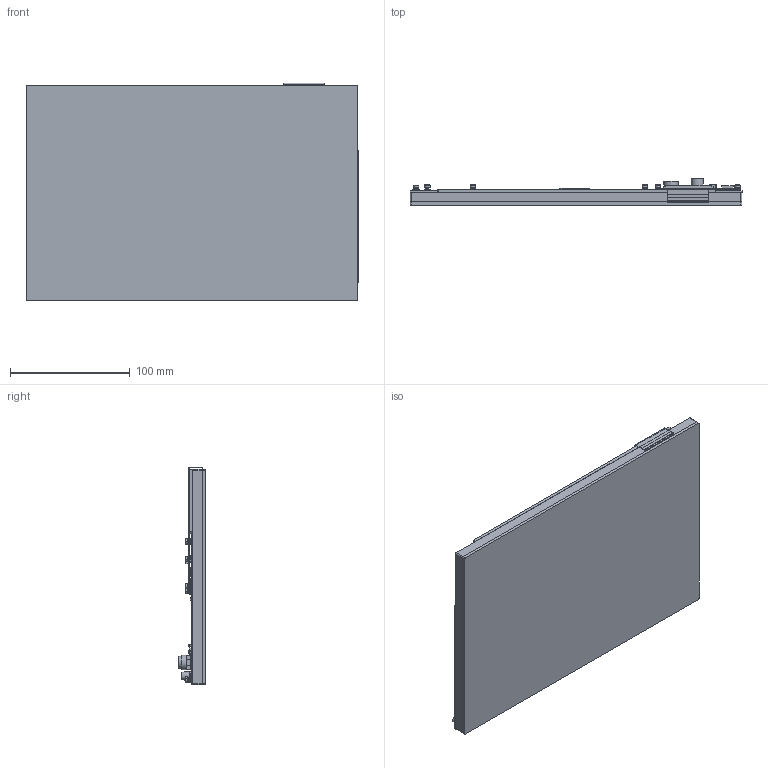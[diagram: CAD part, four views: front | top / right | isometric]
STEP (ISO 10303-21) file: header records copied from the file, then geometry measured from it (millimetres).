
FILE_DESCRIPTION(/* description */ (''),/* implementation_level */ '2;1');
FILE_NAME(/* name */ 'XH-121 v2.step',/* time_stamp */ '2024-03-13T16:59:55+01:00',/* author */ (''),/* organization */ (''),/* preprocessor_version */ 'ST-DEVELOPER v20',/* originating_system */ 'Autodesk Translation Framework v12.20.1.177',/* authorisation */ '');
FILE_SCHEMA (('AUTOMOTIVE_DESIGN { 1 0 10303 214 3 1 1 }'));
Products named in the file (380): XH-121; XH-121-Coverglass; MX-121; MX-121-PCAP-PCB; DPP-XH121-V1_3D; Board; Open CASCADE STEP translator 7.5 6.1.1; J104; S2B-PH-SM4-TB; J102; 541044031_T; Open CASCADE STEP translator 7.5 6.4.1.1; Open CASCADE STEP translator 7.5 6.4.1.2; J100; affc20-10-050-sht-t_RGB13493756; affc20-10-050-sht-t_RGB13493756 (1); affc20-10-050-sht-t_RGB13493756 (24); affc20-10-050-sht-t_RGB13493756 (13); affc20-10-050-sht-t_RGB13493756 (2); affc20-10-050-sht-t_RGB13493756 (3); affc20-10-050-sht-t_RGB13493756 (4); affc20-10-050-sht-t_RGB13493756 (5); affc20-10-050-sht-t_RGB13493756 (6); affc20-10-050-sht-t_RGB13493756 (7); affc20-10-050-sht-t_RGB13493756 (14); affc20-10-050-sht-t_RGB13493756 (15); affc20-10-050-sht-t_RGB13493756 (8); affc20-10-050-sht-t_RGB13493756 (16); affc20-10-050-sht-t_RGB13493756 (9); affc20-10-050-sht-t_RGB13493756 (17); affc20-10-050-sht-t_RGB13493756 (18); affc20-10-050-sht-t_RGB13493756 (19); affc20-10-050-sht-t_RGB13493756 (10); affc20-10-050-sht-t_RGB13493756 (11); affc20-10-050-sht-t_RGB13493756 (20); affc20-10-050-sht-t_RGB13493756 (21); affc20-10-050-sht-t_RGB13493756 (22); affc20-10-050-sht-t_RGB13493756 (12); affc20-10-050-sht-t_RGB13493756 (23); FB100 ...
Assembly tree (566 placements, depth 6):
  XH-121
    XH-121-Coverglass
      MX-121
        MX-121-PCAP-PCB
    DPP-XH121-V1_3D
      Board
        Open CASCADE STEP translator 7.5 6.1.1
      J104
        S2B-PH-SM4-TB
      J102
        541044031_T
          Open CASCADE STEP translator 7.5 6.4.1.1
          Open CASCADE STEP translator 7.5 6.4.1.2
      J100
        affc20-10-050-sht-t_RGB13493756
        affc20-10-050-sht-t_RGB13493756 (1)
        affc20-10-050-sht-t_RGB13493756 (24)
        affc20-10-050-sht-t_RGB13493756 (13)
        affc20-10-050-sht-t_RGB13493756 (2)
        affc20-10-050-sht-t_RGB13493756 (3)
        affc20-10-050-sht-t_RGB13493756 (4)
        affc20-10-050-sht-t_RGB13493756 (5)
        affc20-10-050-sht-t_RGB13493756 (6)
        affc20-10-050-sht-t_RGB13493756 (7)
        affc20-10-050-sht-t_RGB13493756 (14)
        affc20-10-050-sht-t_RGB13493756 (15)
        affc20-10-050-sht-t_RGB13493756 (8)
        affc20-10-050-sht-t_RGB13493756 (16)
        affc20-10-050-sht-t_RGB13493756 (9)
        affc20-10-050-sht-t_RGB13493756 (17)
        affc20-10-050-sht-t_RGB13493756 (18)
        affc20-10-050-sht-t_RGB13493756 (19)
        affc20-10-050-sht-t_RGB13493756 (10)
        affc20-10-050-sht-t_RGB13493756 (11)
        affc20-10-050-sht-t_RGB13493756 (20)
        affc20-10-050-sht-t_RGB13493756 (21)
        affc20-10-050-sht-t_RGB13493756 (22)
        affc20-10-050-sht-t_RGB13493756 (12)
        affc20-10-050-sht-t_RGB13493756 (23)
      FB100
        7238918256
          Terminal
            Open CASCADE STEP translator 7.5 13.1.1
            Open CASCADE STEP translator 7.5 13.1.2
          Mid Body
            Open CASCADE STEP translator 7.5 13.2.1
      C101
        6621255696
          Terminal (1)
            Open CASCADE STEP translator 7.5 23.1.1
            Open CASCADE STEP translator 7.5 23.1.2
          Mid Body (1)
            Open CASCADE STEP translator 7.5 23.2.1
      C100
        6621255696_1
          Terminal (1)_1
            Open CASCADE STEP translator 7.5 23.1.1
            Open CASCADE STEP translator 7.5 23.1.2
          Mid Body (1)_1
            Open CASCADE STEP translator 7.5 23.2.1
Bounding box: 277.74 x 22.5 x 182.35 mm (x, y, z)
Volume: 630304.5 mm3; surface area: 325862.4 mm2
Topology: 293 solids, 297 shells, 7579 faces, 20361 edges, 12922 vertices
Faces by surface type: plane 6099, cylinder 1080, sphere 188, cone 121, bspline 69, torus 22
Full cylindrical faces by diameter (mm): 0.5 x2, 2.5 x11, 3.2 x4, 4.3 x11, 4.5 x11, 5.469 x1, 5.6 x11, 6.25 x2, 8.75 x1, 10 x1, 12 x1
Entity records: 162218 total; most frequent: CARTESIAN_POINT 35042, ORIENTED_EDGE 25477, DIRECTION 24901, EDGE_CURVE 12741, LINE 10973, VECTOR 10973, VERTEX_POINT 8223, AXIS2_PLACEMENT_3D 6964
